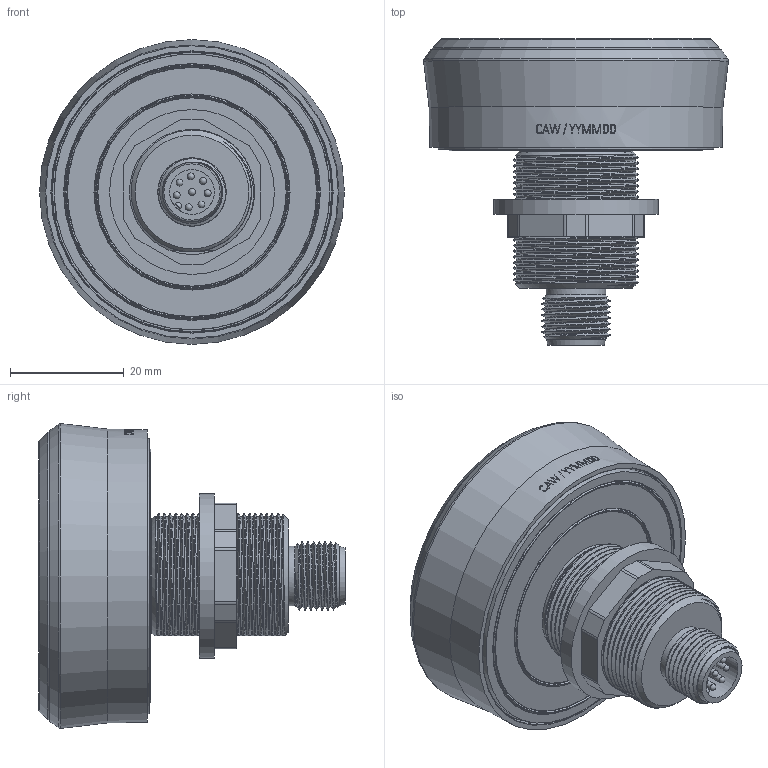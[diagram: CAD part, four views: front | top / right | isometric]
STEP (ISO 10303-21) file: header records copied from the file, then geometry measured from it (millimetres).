
FILE_DESCRIPTION (( 'STEP AP203' ), '1' );
FILE_NAME ('CAP004240-00.STEP', '2025-04-02T10:27:02', ( '' ), ( '' ), 'SwSTEP 2.0', 'SolidWorks 2024', '' );
FILE_SCHEMA (( 'CONFIG_CONTROL_DESIGN' ));
Length unit declared in the file: millimetre
Products named in the file (1): CAP004240-00
Bounding box: 53.61 x 53.89 x 53.61 mm (x, y, z)
Volume: 51085.1 mm3; surface area: 13854.5 mm2
Topology: 1 solids, 78 shells, 1079 faces, 2718 edges, 1797 vertices
Faces by surface type: plane 571, bspline 287, cylinder 117, torus 65, cone 31, sphere 8
Full cylindrical faces by diameter (mm): 1.2 x8, 7.9 x1, 9.4 x2, 9.5 x2, 10.5 x1, 20 x1, 20.5 x1, 22 x1, 25.5 x1, 29 x1, 48.5 x1, 50.6 x1
Entity records: 48840 total; most frequent: CARTESIAN_POINT 26046, ORIENTED_EDGE 5182, DIRECTION 3610, EDGE_CURVE 2591, VERTEX_POINT 1746, LINE 1284, VECTOR 1284, EDGE_LOOP 1181
